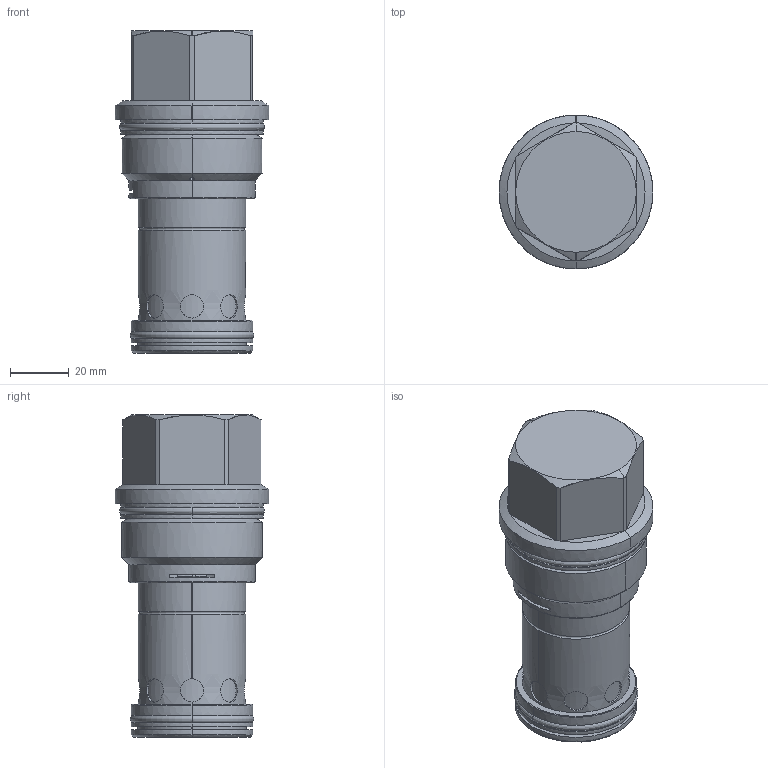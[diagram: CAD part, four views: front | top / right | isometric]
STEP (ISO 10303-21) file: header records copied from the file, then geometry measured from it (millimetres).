
FILE_DESCRIPTION((''),'2;1');
FILE_NAME('FQIAXAN_SW_PRT','2019-06-10T',('charlief'),(''),'PRO/ENGINEER BY PARAMETRIC TECHNOLOGY CORPORATION, 2016010','PRO/ENGINEER BY PARAMETRIC TECHNOLOGY CORPORATION, 2016010','');
FILE_SCHEMA(('CONFIG_CONTROL_DESIGN'));
Length unit declared in the file: inch
Products named in the file (1): FQIAXAN_SW_PRT
Bounding box: 52.3 x 52.3 x 109.55 mm (x, y, z)
Surface area: 28837.2 mm2 (no closed solid volume)
Topology: 0 solids, 0 shells, 166 faces, 778 edges, 764 vertices
Faces by surface type: bspline 144, torus 22
Entity records: 26220 total; most frequent: CARTESIAN_POINT 19574, DIRECTION 1044, TRIMMED_CURVE 819, DEFINITIONAL_REPRESENTATION 750, PCURVE 750, COMPOSITE_CURVE_SEGMENT 750, VECTOR 638, LINE 638
